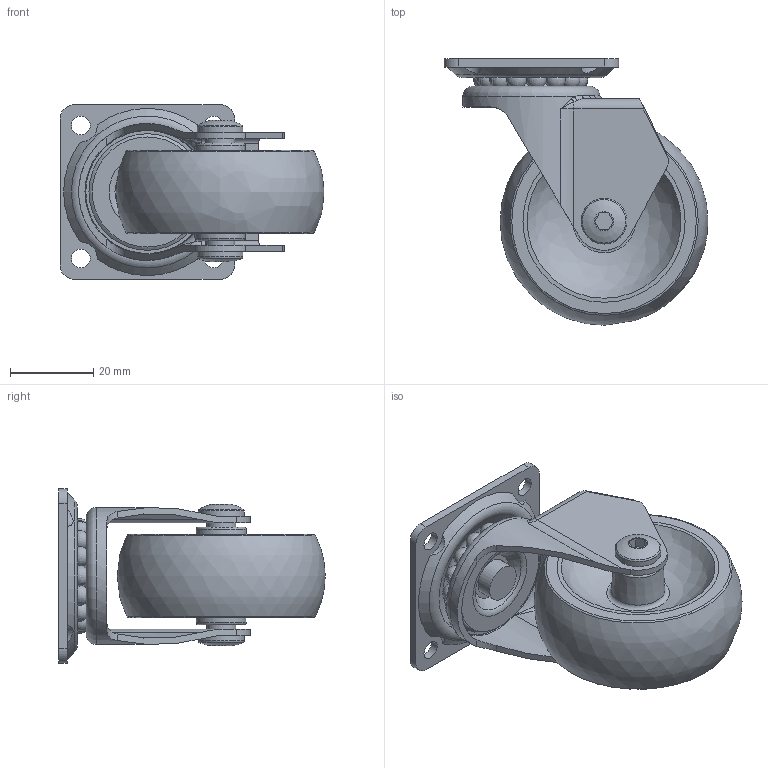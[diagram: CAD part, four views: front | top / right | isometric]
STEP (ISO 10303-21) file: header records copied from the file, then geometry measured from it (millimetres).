
FILE_DESCRIPTION(/* description */ (''),/* implementation_level */ '2;1');
FILE_NAME(/* name */ 'KM-CALIBRO-50MM-BH-20.stp',/* time_stamp */ '2023-08-09T10:33:03+02:00',/* author */ ('BartlomiejH'),/* organization */ (''),/* preprocessor_version */ 'ST-DEVELOPER v19.2',/* originating_system */ 'Autodesk Inventor 2023',/* authorisation */ '');
FILE_SCHEMA (('AUTOMOTIVE_DESIGN { 1 0 10303 214 3 1 1 }'));
Length unit declared in the file: millimetre
Products named in the file (11): EMMA50-LUNZI_ASM; GANGQIU-48; XIAGAI; PD-42X42X9; PDMAODING; MUDINGLUNZHOU; ZIDING; XINEMMA50-JL_ASM; XINEMMA50-JIAOLUN-NF; XINEMMA50-JIAOLUN-BJ; EMMA50-WUZHIJIA
Assembly tree (10 placements, depth 3):
  EMMA50-LUNZI_ASM
    GANGQIU-48
    XIAGAI
    PD-42X42X9
    PDMAODING
    MUDINGLUNZHOU
    ZIDING
    XINEMMA50-JL_ASM
      XINEMMA50-JIAOLUN-NF
      XINEMMA50-JIAOLUN-BJ
    EMMA50-WUZHIJIA
Bounding box: 63.5 x 64.08 x 42 mm (x, y, z)
Volume: 39374.8 mm3; surface area: 30371.1 mm2
Topology: 23 solids, 24 shells, 255 faces, 636 edges, 412 vertices
Faces by surface type: plane 79, cylinder 76, bspline 41, torus 27, cone 17, sphere 15
Full cylindrical faces by diameter (mm): 4.2 x16, 4.5 x4, 5 x11, 7 x2, 7.2 x2, 9 x1, 9.2 x2, 11 x2, 17 x1, 26.5 x1, 30 x1
Entity records: 16881 total; most frequent: CARTESIAN_POINT 10608, ORIENTED_EDGE 1210, DIRECTION 1195, EDGE_CURVE 605, AXIS2_PLACEMENT_3D 494, VERTEX_POINT 412, EDGE_LOOP 291, FACE_OUTER_BOUND 255
